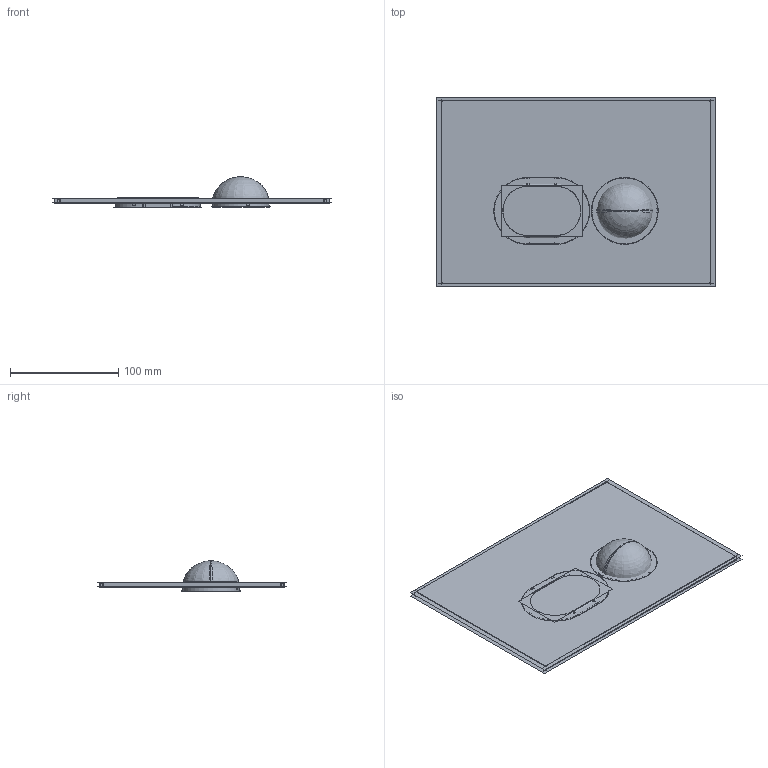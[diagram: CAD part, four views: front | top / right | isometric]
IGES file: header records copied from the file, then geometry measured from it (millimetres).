
Start section:  PTC IGES file: 740-21xx_asm.igs
Global section: file name: 740-21xx_asm.igs; native system: Creo Parametric by PTC Inc.; preprocessor: 2018300; author: sertac.ozeser; organization: Unknown; date: 20210916.125046; units: millimetre
Bounding box: 258.96 x 175.76 x 28.22 mm (x, y, z)
Surface area: 218285 mm2 (no closed solid volume)
Topology: 0 solids, 0 shells, 280 faces, 3692 edges, 4824 vertices
Faces by surface type: revolution 164, bspline 116
